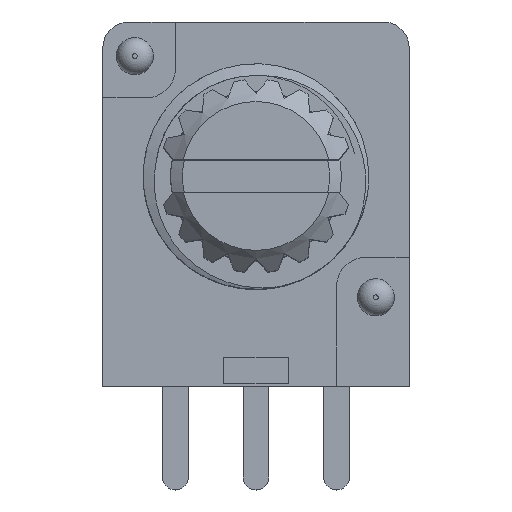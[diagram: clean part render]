
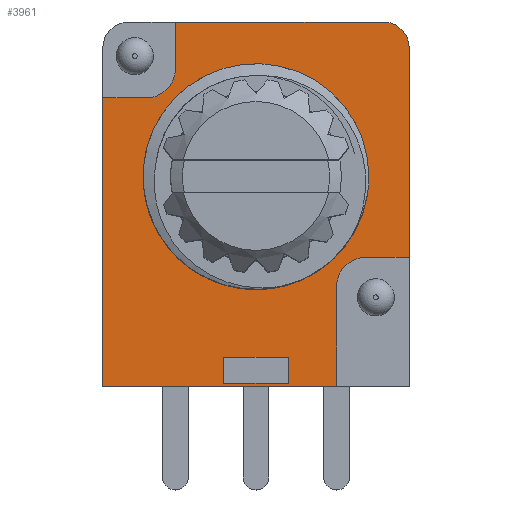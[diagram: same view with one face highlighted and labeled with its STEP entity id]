
A CAD part, top view. The second image highlights one B-rep face of the part: STEP entity #3961.
In plain terms, the highlighted planar face has unit normal (0, 0, 1).
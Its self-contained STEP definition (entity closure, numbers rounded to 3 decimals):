
#198=CIRCLE('',#4172,0.9);
#199=CIRCLE('',#4176,0.8);
#200=CIRCLE('',#4180,0.9);
#202=CIRCLE('',#4185,3.5);
#632=ORIENTED_EDGE('',*,*,#1302,.F.);
#633=ORIENTED_EDGE('',*,*,#1292,.T.);
#634=ORIENTED_EDGE('',*,*,#1290,.F.);
#635=ORIENTED_EDGE('',*,*,#1288,.F.);
#636=ORIENTED_EDGE('',*,*,#1286,.F.);
#637=ORIENTED_EDGE('',*,*,#1284,.F.);
#638=ORIENTED_EDGE('',*,*,#1283,.T.);
#639=ORIENTED_EDGE('',*,*,#1278,.T.);
#640=ORIENTED_EDGE('',*,*,#1300,.F.);
#641=ORIENTED_EDGE('',*,*,#1298,.F.);
#642=ORIENTED_EDGE('',*,*,#1296,.F.);
#643=ORIENTED_EDGE('',*,*,#1295,.T.);
#644=ORIENTED_EDGE('',*,*,#1276,.F.);
#645=ORIENTED_EDGE('',*,*,#1274,.F.);
#646=ORIENTED_EDGE('',*,*,#1272,.F.);
#647=ORIENTED_EDGE('',*,*,#1269,.F.);
#1269=EDGE_CURVE('',#1629,#1630,#1846,.T.);
#1272=EDGE_CURVE('',#1630,#1631,#1849,.T.);
#1274=EDGE_CURVE('',#1631,#1632,#1851,.T.);
#1276=EDGE_CURVE('',#1632,#1629,#1853,.T.);
#1278=EDGE_CURVE('',#1634,#1633,#1855,.T.);
#1283=EDGE_CURVE('',#1636,#1634,#1859,.T.);
#1284=EDGE_CURVE('',#1636,#1637,#1860,.T.);
#1286=EDGE_CURVE('',#1637,#1638,#198,.T.);
#1288=EDGE_CURVE('',#1638,#1639,#1863,.T.);
#1290=EDGE_CURVE('',#1639,#1640,#1865,.T.);
#1292=EDGE_CURVE('',#1641,#1640,#199,.T.);
#1295=EDGE_CURVE('',#1642,#1641,#1869,.T.);
#1296=EDGE_CURVE('',#1642,#1643,#1870,.T.);
#1298=EDGE_CURVE('',#1643,#1644,#200,.T.);
#1300=EDGE_CURVE('',#1644,#1633,#1873,.T.);
#1302=EDGE_CURVE('',#1646,#1646,#202,.T.);
#1629=VERTEX_POINT('',#5664);
#1630=VERTEX_POINT('',#5665);
#1631=VERTEX_POINT('',#5670);
#1632=VERTEX_POINT('',#5674);
#1633=VERTEX_POINT('',#5680);
#1634=VERTEX_POINT('',#5682);
#1636=VERTEX_POINT('',#5690);
#1637=VERTEX_POINT('',#5694);
#1638=VERTEX_POINT('',#5698);
#1639=VERTEX_POINT('',#5702);
#1640=VERTEX_POINT('',#5706);
#1641=VERTEX_POINT('',#5710);
#1642=VERTEX_POINT('',#5714);
#1643=VERTEX_POINT('',#5718);
#1644=VERTEX_POINT('',#5722);
#1646=VERTEX_POINT('',#5731);
#1846=LINE('',#5663,#2096);
#1849=LINE('',#5669,#2099);
#1851=LINE('',#5673,#2101);
#1853=LINE('',#5677,#2103);
#1855=LINE('',#5681,#2105);
#1859=LINE('',#5691,#2109);
#1860=LINE('',#5693,#2110);
#1863=LINE('',#5701,#2113);
#1865=LINE('',#5705,#2115);
#1869=LINE('',#5715,#2119);
#1870=LINE('',#5717,#2120);
#1873=LINE('',#5725,#2123);
#2096=VECTOR('',#4605,1000.);
#2099=VECTOR('',#4610,1000.);
#2101=VECTOR('',#4614,1000.);
#2103=VECTOR('',#4618,1000.);
#2105=VECTOR('',#4622,1000.);
#2109=VECTOR('',#4632,1000.);
#2110=VECTOR('',#4635,1000.);
#2113=VECTOR('',#4644,1000.);
#2115=VECTOR('',#4648,1000.);
#2119=VECTOR('',#4658,1000.);
#2120=VECTOR('',#4661,1000.);
#2123=VECTOR('',#4670,1000.);
#2352=EDGE_LOOP('',(#632));
#2353=EDGE_LOOP('',(#633,#634,#635,#636,#637,#638,#639,#640,#641,#642,#643));
#2354=EDGE_LOOP('',(#644,#645,#646,#647));
#2534=FACE_BOUND('',#2352,.T.);
#2535=FACE_BOUND('',#2353,.T.);
#2536=FACE_BOUND('',#2354,.T.);
#2681=PLANE('',#4184);
#3961=ADVANCED_FACE('',(#2534,#2535,#2536),#2681,.T.);
#4172=AXIS2_PLACEMENT_3D('',#5697,#4639,#4640);
#4176=AXIS2_PLACEMENT_3D('',#5709,#4652,#4653);
#4180=AXIS2_PLACEMENT_3D('',#5721,#4665,#4666);
#4184=AXIS2_PLACEMENT_3D('',#5729,#4675,#4676);
#4185=AXIS2_PLACEMENT_3D('',#5730,#4677,#4678);
#4605=DIRECTION('',(0.,-1.,0.));
#4610=DIRECTION('',(1.,0.,0.));
#4614=DIRECTION('',(0.,1.,0.));
#4618=DIRECTION('',(-1.,0.,0.));
#4622=DIRECTION('',(1.,0.,0.));
#4632=DIRECTION('',(0.,-1.,0.));
#4635=DIRECTION('',(1.,0.,0.));
#4639=DIRECTION('',(0.,0.,1.));
#4640=DIRECTION('',(1.,0.,0.));
#4644=DIRECTION('',(0.,1.,0.));
#4648=DIRECTION('',(1.,0.,0.));
#4652=DIRECTION('',(0.,0.,1.));
#4653=DIRECTION('',(1.,0.,0.));
#4658=DIRECTION('',(0.,1.,0.));
#4661=DIRECTION('',(-1.,0.,0.));
#4665=DIRECTION('',(0.,0.,1.));
#4666=DIRECTION('',(1.,0.,0.));
#4670=DIRECTION('',(0.,-1.,0.));
#4675=DIRECTION('',(0.,0.,1.));
#4676=DIRECTION('',(1.,0.,0.));
#4677=DIRECTION('',(0.,0.,1.));
#4678=DIRECTION('',(1.,0.,0.));
#5663=CARTESIAN_POINT('',(-1.,-6.4,0.));
#5664=CARTESIAN_POINT('',(-1.,-5.6,0.));
#5665=CARTESIAN_POINT('',(-1.,-6.4,0.));
#5669=CARTESIAN_POINT('',(-1.,-6.4,0.));
#5670=CARTESIAN_POINT('',(1.,-6.4,0.));
#5673=CARTESIAN_POINT('',(1.,-6.4,0.));
#5674=CARTESIAN_POINT('',(1.,-5.6,0.));
#5677=CARTESIAN_POINT('',(-1.,-5.6,0.));
#5680=CARTESIAN_POINT('',(2.5,-6.5,0.));
#5681=CARTESIAN_POINT('',(-4.75,-6.5,0.));
#5682=CARTESIAN_POINT('',(-4.75,-6.5,0.));
#5690=CARTESIAN_POINT('',(-4.75,2.45,0.));
#5691=CARTESIAN_POINT('',(-4.75,4.8,0.));
#5693=CARTESIAN_POINT('',(-4.75,2.45,0.));
#5694=CARTESIAN_POINT('',(-3.4,2.45,0.));
#5697=CARTESIAN_POINT('',(-3.4,3.35,0.));
#5698=CARTESIAN_POINT('',(-2.5,3.35,0.));
#5701=CARTESIAN_POINT('',(-2.5,4.8,0.));
#5702=CARTESIAN_POINT('',(-2.5,4.8,0.));
#5705=CARTESIAN_POINT('',(-4.75,4.8,0.));
#5706=CARTESIAN_POINT('',(3.95,4.8,0.));
#5709=CARTESIAN_POINT('',(3.95,4.,0.));
#5710=CARTESIAN_POINT('',(4.75,4.,0.));
#5714=CARTESIAN_POINT('',(4.75,-2.5,0.));
#5715=CARTESIAN_POINT('',(4.75,4.8,0.));
#5717=CARTESIAN_POINT('',(4.75,-2.5,0.));
#5718=CARTESIAN_POINT('',(3.4,-2.5,0.));
#5721=CARTESIAN_POINT('',(3.4,-3.4,0.));
#5722=CARTESIAN_POINT('',(2.5,-3.4,0.));
#5725=CARTESIAN_POINT('',(2.5,-6.5,0.));
#5729=CARTESIAN_POINT('',(0.,0.,0.));
#5730=CARTESIAN_POINT('',(0.,0.,0.));
#5731=CARTESIAN_POINT('',(3.5,0.,0.));
